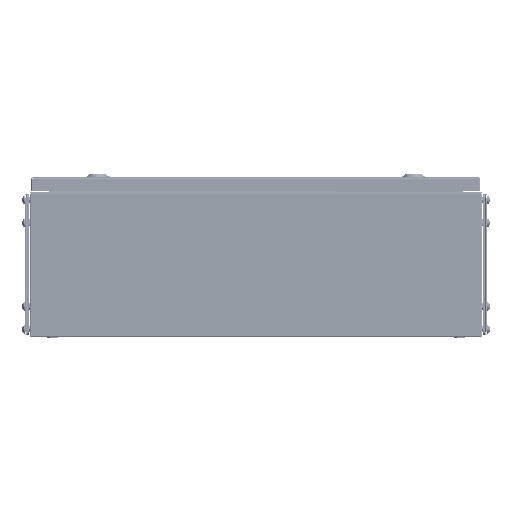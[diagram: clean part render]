
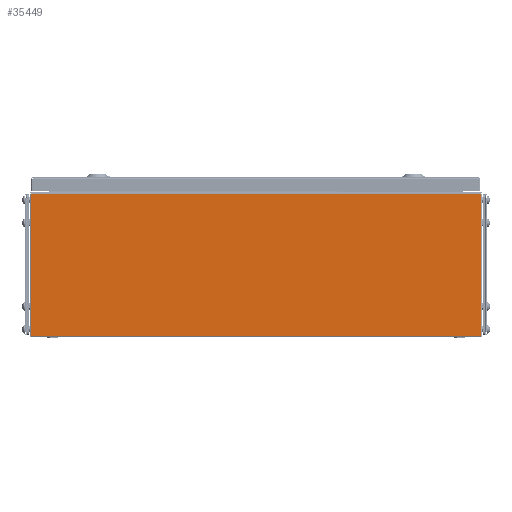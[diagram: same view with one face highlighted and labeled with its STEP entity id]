
A CAD part, left-side view. The second image highlights one B-rep face of the part: STEP entity #35449.
In plain terms, the highlighted planar face has unit normal (-1, 0, 0).
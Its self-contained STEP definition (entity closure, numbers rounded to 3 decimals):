
#1532 = CARTESIAN_POINT ( 'NONE',  ( -400., 0., 0. ) ) ;
#3533 = DIRECTION ( 'NONE',  ( 0., 1., 0. ) ) ;
#5959 = CARTESIAN_POINT ( 'NONE',  ( -400., 295.5, 187.5 ) ) ;
#7712 = LINE ( 'NONE', #55755, #20008 ) ;
#10137 = PLANE ( 'NONE',  #12263 ) ;
#12086 = ORIENTED_EDGE ( 'NONE', *, *, #39270, .F. ) ;
#12263 = AXIS2_PLACEMENT_3D ( 'NONE', #1532, #27813, #54079 ) ;
#17541 = CARTESIAN_POINT ( 'NONE',  ( -400., -295.5, 187.5 ) ) ;
#20008 = VECTOR ( 'NONE', #67132, 1000. ) ;
#21809 = VECTOR ( 'NONE', #3533, 1000. ) ;
#23664 = DIRECTION ( 'NONE',  ( 0., 0., 1. ) ) ;
#27813 = DIRECTION ( 'NONE',  ( 1., 0., 0. ) ) ;
#29940 = EDGE_CURVE ( 'NONE', #71663, #82885, #7712, .T. ) ;
#30340 = CARTESIAN_POINT ( 'NONE',  ( -400., 295.5, 1. ) ) ;
#31078 = VERTEX_POINT ( 'NONE', #17541 ) ;
#35449 = ADVANCED_FACE ( 'NONE', ( #75171 ), #10137, .F. ) ;
#35625 = EDGE_CURVE ( 'NONE', #31078, #71663, #64261, .T. ) ;
#36094 = VERTEX_POINT ( 'NONE', #81150 ) ;
#39270 = EDGE_CURVE ( 'NONE', #36094, #82885, #54584, .T. ) ;
#40775 = EDGE_LOOP ( 'NONE', ( #52145, #41898, #12086, #53983 ) ) ;
#41898 = ORIENTED_EDGE ( 'NONE', *, *, #29940, .T. ) ;
#49069 = EDGE_CURVE ( 'NONE', #36094, #31078, #54661, .T. ) ;
#52145 = ORIENTED_EDGE ( 'NONE', *, *, #35625, .T. ) ;
#53983 = ORIENTED_EDGE ( 'NONE', *, *, #49069, .T. ) ;
#54079 = DIRECTION ( 'NONE',  ( 0., 0., -1. ) ) ;
#54584 = LINE ( 'NONE', #80896, #61724 ) ;
#54661 = LINE ( 'NONE', #62836, #81361 ) ;
#55755 = CARTESIAN_POINT ( 'NONE',  ( -400., 295.5, 0. ) ) ;
#56926 = CARTESIAN_POINT ( 'NONE',  ( -400., -295.5, 187.5 ) ) ;
#61724 = VECTOR ( 'NONE', #68376, 1000. ) ;
#62836 = CARTESIAN_POINT ( 'NONE',  ( -400., -295.5, 0. ) ) ;
#64261 = LINE ( 'NONE', #56926, #21809 ) ;
#67132 = DIRECTION ( 'NONE',  ( 0., 0., -1. ) ) ;
#68376 = DIRECTION ( 'NONE',  ( 0., 1., 0. ) ) ;
#71663 = VERTEX_POINT ( 'NONE', #5959 ) ;
#75171 = FACE_OUTER_BOUND ( 'NONE', #40775, .T. ) ;
#80896 = CARTESIAN_POINT ( 'NONE',  ( -400., 295.5, 1. ) ) ;
#81150 = CARTESIAN_POINT ( 'NONE',  ( -400., -295.5, 1. ) ) ;
#81361 = VECTOR ( 'NONE', #23664, 1000. ) ;
#82885 = VERTEX_POINT ( 'NONE', #30340 ) ;
